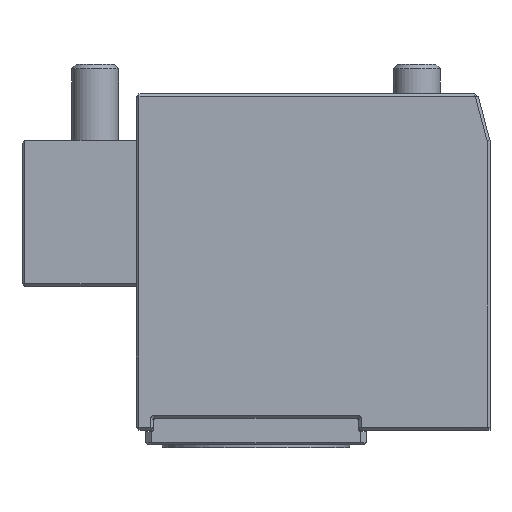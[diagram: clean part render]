
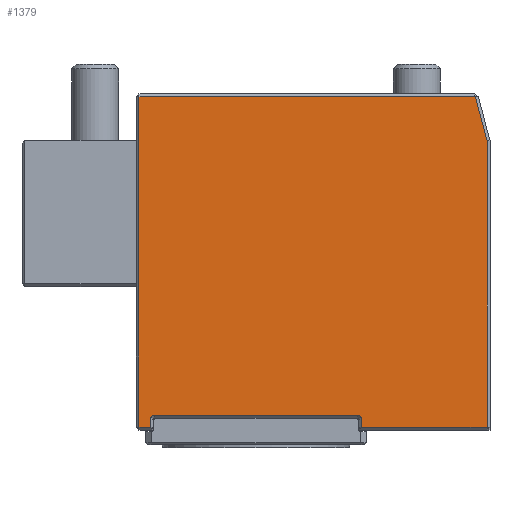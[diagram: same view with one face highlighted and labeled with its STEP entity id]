
A CAD part, front view. The second image highlights one B-rep face of the part: STEP entity #1379.
In plain terms, the highlighted planar face has unit normal (0, -1, 0).
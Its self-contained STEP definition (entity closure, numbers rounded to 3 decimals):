
#330=LINE('',#7469,#836);
#332=LINE('',#7473,#838);
#333=LINE('',#7475,#839);
#346=LINE('',#7515,#852);
#348=LINE('',#7519,#854);
#351=LINE('',#7525,#857);
#354=LINE('',#7530,#860);
#356=LINE('',#7534,#862);
#358=LINE('',#7538,#864);
#364=LINE('',#7551,#870);
#366=LINE('',#7557,#872);
#836=VECTOR('',#5666,1.);
#838=VECTOR('',#5670,1.);
#839=VECTOR('',#5673,1.);
#852=VECTOR('',#5708,1.);
#854=VECTOR('',#5714,1.);
#857=VECTOR('',#5719,1.);
#860=VECTOR('',#5724,1.);
#862=VECTOR('',#5728,1.);
#864=VECTOR('',#5732,1.);
#870=VECTOR('',#5744,1.);
#872=VECTOR('',#5752,1.);
#1379=ADVANCED_FACE('',(#1833),#1599,.T.);
#1599=PLANE('',#4890);
#1833=FACE_OUTER_BOUND('',#2104,.T.);
#2104=EDGE_LOOP('',(#3021,#3022,#3023,#3024,#3025,#3026,#3027,#3028,#3029,
#3030,#3031,#3032,#3033));
#3021=ORIENTED_EDGE('',*,*,#4289,.T.);
#3022=ORIENTED_EDGE('',*,*,#4288,.T.);
#3023=ORIENTED_EDGE('',*,*,#4286,.T.);
#3024=ORIENTED_EDGE('',*,*,#4281,.T.);
#3025=ORIENTED_EDGE('',*,*,#4279,.T.);
#3026=ORIENTED_EDGE('',*,*,#4277,.T.);
#3027=ORIENTED_EDGE('',*,*,#4275,.T.);
#3028=ORIENTED_EDGE('',*,*,#4272,.T.);
#3029=ORIENTED_EDGE('',*,*,#4269,.T.);
#3030=ORIENTED_EDGE('',*,*,#4267,.T.);
#3031=ORIENTED_EDGE('',*,*,#4249,.T.);
#3032=ORIENTED_EDGE('',*,*,#4248,.T.);
#3033=ORIENTED_EDGE('',*,*,#4246,.T.);
#3593=VERTEX_POINT('',#6999);
#3595=VERTEX_POINT('',#7004);
#3603=VERTEX_POINT('',#7030);
#3606=VERTEX_POINT('',#7037);
#3729=VERTEX_POINT('',#7468);
#3730=VERTEX_POINT('',#7470);
#3739=VERTEX_POINT('',#7520);
#3741=VERTEX_POINT('',#7529);
#3742=VERTEX_POINT('',#7533);
#3743=VERTEX_POINT('',#7537);
#3744=VERTEX_POINT('',#7541);
#3745=VERTEX_POINT('',#7545);
#3748=VERTEX_POINT('',#7554);
#4246=EDGE_CURVE('',#3730,#3729,#330,.T.);
#4248=EDGE_CURVE('',#3593,#3730,#332,.T.);
#4249=EDGE_CURVE('',#3606,#3593,#333,.T.);
#4267=EDGE_CURVE('',#3603,#3606,#346,.T.);
#4269=EDGE_CURVE('',#3739,#3603,#348,.T.);
#4272=EDGE_CURVE('',#3595,#3739,#351,.T.);
#4275=EDGE_CURVE('',#3741,#3595,#354,.T.);
#4277=EDGE_CURVE('',#3742,#3741,#356,.T.);
#4279=EDGE_CURVE('',#3743,#3742,#358,.T.);
#4281=EDGE_CURVE('',#3744,#3743,#4575,.T.);
#4286=EDGE_CURVE('',#3745,#3744,#364,.T.);
#4288=EDGE_CURVE('',#3748,#3745,#4576,.T.);
#4289=EDGE_CURVE('',#3729,#3748,#366,.T.);
#4575=CIRCLE('',#4853,0.65);
#4576=CIRCLE('',#4856,0.65);
#4853=AXIS2_PLACEMENT_3D('',#7542,#5736,#5737);
#4856=AXIS2_PLACEMENT_3D('',#7555,#5748,#5749);
#4890=AXIS2_PLACEMENT_3D('',#7650,#5853,#5854);
#5666=DIRECTION('',(0.5,0.,0.866));
#5670=DIRECTION('',(1.,0.,0.));
#5673=DIRECTION('',(0.,0.,-1.));
#5708=DIRECTION('',(-1.,0.,0.));
#5714=DIRECTION('',(-0.259,0.,0.966));
#5719=DIRECTION('',(0.,0.,1.));
#5724=DIRECTION('',(1.,0.,0.));
#5728=DIRECTION('',(0.5,0.,-0.866));
#5732=DIRECTION('',(0.,0.,-1.));
#5736=DIRECTION('',(0.,1.,0.));
#5737=DIRECTION('',(0.,0.,1.));
#5744=DIRECTION('',(1.,0.,0.));
#5748=DIRECTION('',(0.,1.,0.));
#5749=DIRECTION('',(0.,0.,1.));
#5752=DIRECTION('',(0.,0.,1.));
#5853=DIRECTION('',(0.,-1.,0.));
#5854=DIRECTION('',(0.,0.,-1.));
#6999=CARTESIAN_POINT('',(-20.,-97.,-49.));
#7004=CARTESIAN_POINT('',(39.5,-97.,-49.));
#7030=CARTESIAN_POINT('',(37.473,-97.,7.5));
#7037=CARTESIAN_POINT('',(-20.,-97.,7.5));
#7468=CARTESIAN_POINT('',(-18.014,-97.,-48.966));
#7469=CARTESIAN_POINT('',(-17.947,-97.,-48.85));
#7470=CARTESIAN_POINT('',(-18.034,-97.,-49.));
#7473=CARTESIAN_POINT('',(40.,-97.,-49.));
#7475=CARTESIAN_POINT('',(-20.,-97.,-49.5));
#7515=CARTESIAN_POINT('',(40.,-97.,7.5));
#7519=CARTESIAN_POINT('',(37.373,-97.,7.871));
#7520=CARTESIAN_POINT('',(39.5,-97.,-0.066));
#7525=CARTESIAN_POINT('',(39.5,-97.,8.));
#7529=CARTESIAN_POINT('',(18.034,-97.,-49.));
#7530=CARTESIAN_POINT('',(40.,-97.,-49.));
#7533=CARTESIAN_POINT('',(18.014,-97.,-48.966));
#7534=CARTESIAN_POINT('',(18.178,-97.,-49.25));
#7537=CARTESIAN_POINT('',(18.014,-97.,-47.65));
#7538=CARTESIAN_POINT('',(18.014,-97.,8.));
#7541=CARTESIAN_POINT('',(17.364,-97.,-47.));
#7542=CARTESIAN_POINT('',(17.364,-97.,-47.65));
#7545=CARTESIAN_POINT('',(-17.364,-97.,-47.));
#7551=CARTESIAN_POINT('',(40.,-97.,-47.));
#7554=CARTESIAN_POINT('',(-18.014,-97.,-47.65));
#7555=CARTESIAN_POINT('',(-17.364,-97.,-47.65));
#7557=CARTESIAN_POINT('',(-18.014,-97.,8.));
#7650=CARTESIAN_POINT('',(40.,-97.,8.));
